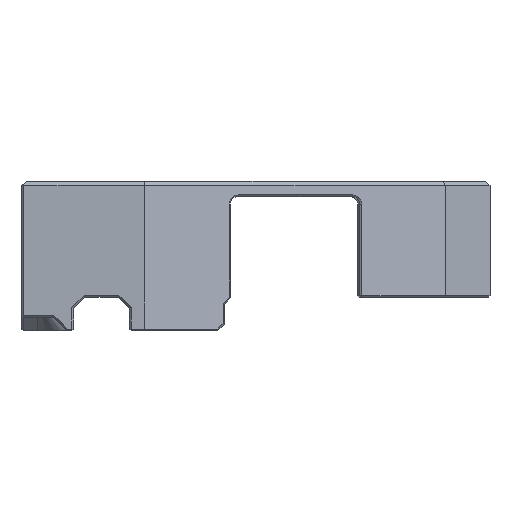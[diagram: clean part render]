
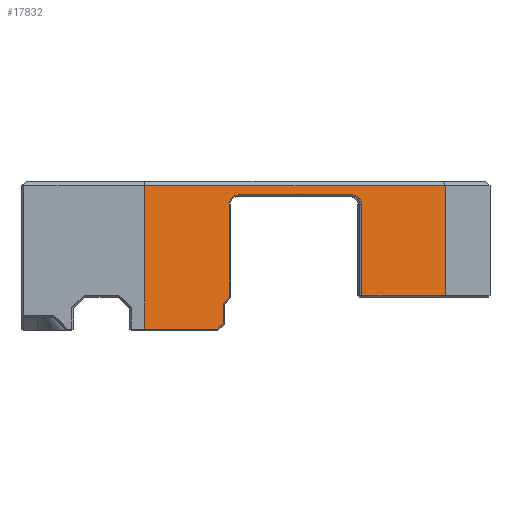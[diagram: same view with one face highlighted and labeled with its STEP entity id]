
A CAD part, left-side view. The second image highlights one B-rep face of the part: STEP entity #17832.
In plain terms, the highlighted planar face has unit normal (-0.962, -0.275, 0).
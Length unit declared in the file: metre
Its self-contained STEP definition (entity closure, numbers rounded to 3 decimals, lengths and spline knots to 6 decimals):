
#8 = VERTEX_POINT ( 'NONE', #18607 ) ;
#93 = ORIENTED_EDGE ( 'NONE', *, *, #238, .T. ) ;
#238 = EDGE_CURVE ( 'NONE', #9011, #12638, #6821, .T. ) ;
#477 = CARTESIAN_POINT ( 'NONE',  ( -0.0793, 0.02, 0.0026 ) ) ;
#759 = CARTESIAN_POINT ( 'NONE',  ( -0.073305, -0.000968, 0.0005 ) ) ;
#939 = CIRCLE ( 'NONE', #14897, 0.0021 ) ;
#1057 = CARTESIAN_POINT ( 'NONE',  ( -0.073882, 0.001051, -0.0016 ) ) ;
#1235 = EDGE_CURVE ( 'NONE', #15161, #3733, #11377, .T. ) ;
#1272 = CARTESIAN_POINT ( 'NONE',  ( -0.073882, 0.001051, -0.0016 ) ) ;
#1551 = LINE ( 'NONE', #11906, #16028 ) ;
#1793 = VERTEX_POINT ( 'NONE', #1272 ) ;
#1913 = FACE_OUTER_BOUND ( 'NONE', #13490, .T. ) ;
#2284 = CARTESIAN_POINT ( 'NONE',  ( -0.074267, 0.002397, -0.024 ) ) ;
#2574 = CARTESIAN_POINT ( 'NONE',  ( -0.074267, 0.002397, -0.023834 ) ) ;
#2782 = EDGE_CURVE ( 'NONE', #13928, #8, #11599, .T. ) ;
#2834 = VECTOR ( 'NONE', #16886, 1. ) ;
#2875 = VECTOR ( 'NONE', #18158, 1. ) ;
#2923 = VERTEX_POINT ( 'NONE', #11978 ) ;
#3632 = CARTESIAN_POINT ( 'NONE',  ( -0.06536, -0.028755, -0.0221 ) ) ;
#3733 = VERTEX_POINT ( 'NONE', #14863 ) ;
#3801 = LINE ( 'NONE', #2284, #16966 ) ;
#3953 = CARTESIAN_POINT ( 'NONE',  ( -0.06, -0.0475, 0.0026 ) ) ;
#4420 = ORIENTED_EDGE ( 'NONE', *, *, #17492, .F. ) ;
#4892 = LINE ( 'NONE', #16176, #16390 ) ;
#5048 = DIRECTION ( 'NONE',  ( 0.961, 0.275, 0. ) ) ;
#5208 = LINE ( 'NONE', #16872, #6070 ) ;
#5413 = VECTOR ( 'NONE', #11217, 1. ) ;
#5428 = ORIENTED_EDGE ( 'NONE', *, *, #14762, .T. ) ;
#5430 = VERTEX_POINT ( 'NONE', #2574 ) ;
#5440 = EDGE_CURVE ( 'NONE', #5541, #15161, #10164, .T. ) ;
#5521 = VERTEX_POINT ( 'NONE', #15661 ) ;
#5541 = VERTEX_POINT ( 'NONE', #11402 ) ;
#5793 = AXIS2_PLACEMENT_3D ( 'NONE', #13713, #15410, #9251 ) ;
#6070 = VECTOR ( 'NONE', #15179, 1. ) ;
#6360 = VECTOR ( 'NONE', #9775, 1. ) ;
#6552 = CARTESIAN_POINT ( 'NONE',  ( -0.07385, 0.000938, -0.022317 ) ) ;
#6724 = CARTESIAN_POINT ( 'NONE',  ( -0.06, -0.0475, -0.0221 ) ) ;
#6812 = ORIENTED_EDGE ( 'NONE', *, *, #1235, .T. ) ;
#6821 = LINE ( 'NONE', #9501, #2834 ) ;
#6927 = EDGE_CURVE ( 'NONE', #5430, #5521, #8345, .T. ) ;
#6972 = EDGE_CURVE ( 'NONE', #2923, #5430, #3801, .T. ) ;
#7034 = VECTOR ( 'NONE', #16649, 1. ) ;
#7727 = AXIS2_PLACEMENT_3D ( 'NONE', #17853, #5048, #8170 ) ;
#8011 = ORIENTED_EDGE ( 'NONE', *, *, #10084, .T. ) ;
#8170 = DIRECTION ( 'NONE',  ( -0.275, 0.961, 0. ) ) ;
#8345 = LINE ( 'NONE', #6552, #6360 ) ;
#8978 = DIRECTION ( 'NONE',  ( 0.275, -0.961, 0. ) ) ;
#8998 = ORIENTED_EDGE ( 'NONE', *, *, #2782, .T. ) ;
#9011 = VERTEX_POINT ( 'NONE', #477 ) ;
#9251 = DIRECTION ( 'NONE',  ( -0.275, 0.961, 0. ) ) ;
#9501 = CARTESIAN_POINT ( 'NONE',  ( -0.0793, 0.02, 0.0036 ) ) ;
#9532 = LINE ( 'NONE', #12384, #2875 ) ;
#9775 = DIRECTION ( 'NONE',  ( 0.194, -0.68, 0.707 ) ) ;
#9871 = VECTOR ( 'NONE', #15546, 1. ) ;
#9979 = CARTESIAN_POINT ( 'NONE',  ( -0.065937, -0.026736, 0.0005 ) ) ;
#10084 = EDGE_CURVE ( 'NONE', #17004, #2923, #1551, .T. ) ;
#10164 = LINE ( 'NONE', #11498, #5413 ) ;
#10271 = DIRECTION ( 'NONE',  ( 0.275, -0.961, 0. ) ) ;
#10772 = DIRECTION ( 'NONE',  ( -0.275, 0.961, 0. ) ) ;
#11056 = LINE ( 'NONE', #1057, #7034 ) ;
#11153 = VECTOR ( 'NONE', #10271, 1. ) ;
#11217 = DIRECTION ( 'NONE',  ( 0., 0., -1. ) ) ;
#11377 = LINE ( 'NONE', #6724, #9871 ) ;
#11402 = CARTESIAN_POINT ( 'NONE',  ( -0.06536, -0.028755, -0.0016 ) ) ;
#11498 = CARTESIAN_POINT ( 'NONE',  ( -0.06536, -0.028755, -0.0225 ) ) ;
#11599 = LINE ( 'NONE', #9979, #11153 ) ;
#11603 = EDGE_CURVE ( 'NONE', #18298, #9011, #5208, .T. ) ;
#11906 = CARTESIAN_POINT ( 'NONE',  ( -0.074235, 0.002284, -0.028217 ) ) ;
#11978 = CARTESIAN_POINT ( 'NONE',  ( -0.074267, 0.002397, -0.028334 ) ) ;
#12081 = PLANE ( 'NONE',  #7727 ) ;
#12384 = CARTESIAN_POINT ( 'NONE',  ( -0.06, -0.0475, 0.0036 ) ) ;
#12408 = EDGE_CURVE ( 'NONE', #8, #5541, #939, .T. ) ;
#12458 = EDGE_CURVE ( 'NONE', #1793, #13928, #16709, .T. ) ;
#12529 = DIRECTION ( 'NONE',  ( 0., 0., 1. ) ) ;
#12638 = VERTEX_POINT ( 'NONE', #17474 ) ;
#13443 = ORIENTED_EDGE ( 'NONE', *, *, #12408, .T. ) ;
#13476 = EDGE_CURVE ( 'NONE', #12638, #17004, #4892, .T. ) ;
#13490 = EDGE_LOOP ( 'NONE', ( #93, #17772, #8011, #15841, #17993, #5428, #14421, #8998, #13443, #17232, #6812, #4420, #18649 ) ) ;
#13713 = CARTESIAN_POINT ( 'NONE',  ( -0.073305, -0.000968, -0.0016 ) ) ;
#13928 = VERTEX_POINT ( 'NONE', #759 ) ;
#14421 = ORIENTED_EDGE ( 'NONE', *, *, #12458, .T. ) ;
#14762 = EDGE_CURVE ( 'NONE', #5521, #1793, #11056, .T. ) ;
#14863 = CARTESIAN_POINT ( 'NONE',  ( -0.06, -0.0475, -0.0221 ) ) ;
#14897 = AXIS2_PLACEMENT_3D ( 'NONE', #17882, #16831, #10772 ) ;
#15161 = VERTEX_POINT ( 'NONE', #3632 ) ;
#15179 = DIRECTION ( 'NONE',  ( -0.275, 0.961, 0. ) ) ;
#15410 = DIRECTION ( 'NONE',  ( 0.961, 0.275, 0. ) ) ;
#15515 = CARTESIAN_POINT ( 'NONE',  ( -0.074615, 0.003614, -0.0296 ) ) ;
#15546 = DIRECTION ( 'NONE',  ( 0.275, -0.961, 0. ) ) ;
#15661 = CARTESIAN_POINT ( 'NONE',  ( -0.073882, 0.001051, -0.022434 ) ) ;
#15841 = ORIENTED_EDGE ( 'NONE', *, *, #6972, .T. ) ;
#16028 = VECTOR ( 'NONE', #17586, 1. ) ;
#16176 = CARTESIAN_POINT ( 'NONE',  ( -0.074569, 0.003454, -0.0296 ) ) ;
#16390 = VECTOR ( 'NONE', #8978, 1. ) ;
#16649 = DIRECTION ( 'NONE',  ( 0., 0., 1. ) ) ;
#16709 = CIRCLE ( 'NONE', #5793, 0.0021 ) ;
#16831 = DIRECTION ( 'NONE',  ( 0.961, 0.275, 0. ) ) ;
#16872 = CARTESIAN_POINT ( 'NONE',  ( -0.0793, 0.02, 0.0026 ) ) ;
#16886 = DIRECTION ( 'NONE',  ( 0., 0., -1. ) ) ;
#16966 = VECTOR ( 'NONE', #12529, 1. ) ;
#17004 = VERTEX_POINT ( 'NONE', #15515 ) ;
#17232 = ORIENTED_EDGE ( 'NONE', *, *, #5440, .T. ) ;
#17474 = CARTESIAN_POINT ( 'NONE',  ( -0.0793, 0.02, -0.0296 ) ) ;
#17492 = EDGE_CURVE ( 'NONE', #18298, #3733, #9532, .T. ) ;
#17586 = DIRECTION ( 'NONE',  ( 0.194, -0.68, 0.707 ) ) ;
#17772 = ORIENTED_EDGE ( 'NONE', *, *, #13476, .T. ) ;
#17832 = ADVANCED_FACE ( 'NONE', ( #1913 ), #12081, .F. ) ;
#17853 = CARTESIAN_POINT ( 'NONE',  ( -0.0793, 0.02, 0.0036 ) ) ;
#17882 = CARTESIAN_POINT ( 'NONE',  ( -0.065937, -0.026736, -0.0016 ) ) ;
#17993 = ORIENTED_EDGE ( 'NONE', *, *, #6927, .T. ) ;
#18158 = DIRECTION ( 'NONE',  ( 0., 0., -1. ) ) ;
#18298 = VERTEX_POINT ( 'NONE', #3953 ) ;
#18607 = CARTESIAN_POINT ( 'NONE',  ( -0.065937, -0.026736, 0.0005 ) ) ;
#18649 = ORIENTED_EDGE ( 'NONE', *, *, #11603, .T. ) ;
